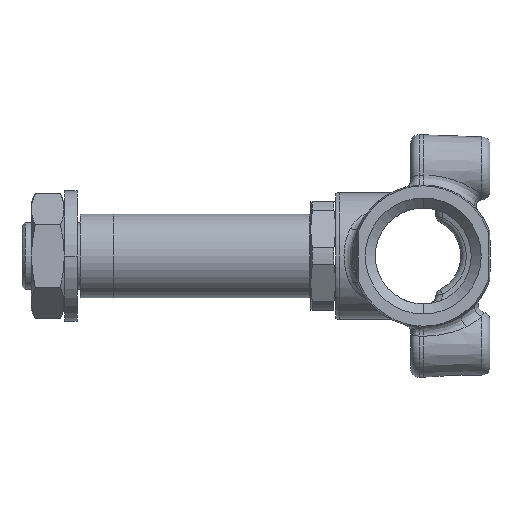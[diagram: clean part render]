
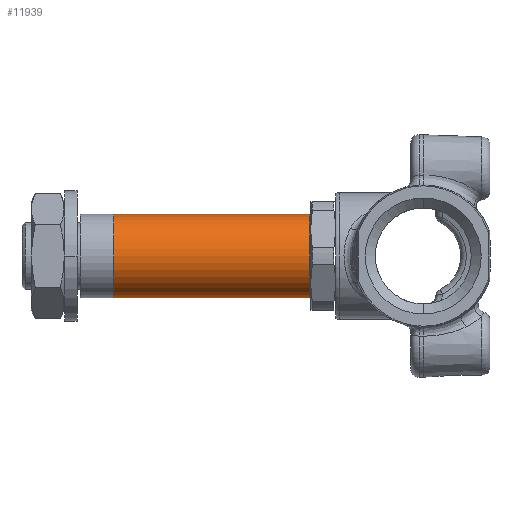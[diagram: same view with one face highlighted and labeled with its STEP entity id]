
A CAD part, left-side view. The second image highlights one B-rep face of the part: STEP entity #11939.
In plain terms, the highlighted cylindrical face has radius 5 mm (diameter 10 mm), a partial arc.
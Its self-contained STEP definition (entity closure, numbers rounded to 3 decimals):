
#260 = DIRECTION ( 'NONE',  ( 0., -1., 0. ) ) ;
#736 = EDGE_LOOP ( 'NONE', ( #17194, #13473, #13975, #5145 ) ) ;
#889 = VECTOR ( 'NONE', #8929, 1000. ) ;
#1055 = LINE ( 'NONE', #17053, #4243 ) ;
#1388 = VERTEX_POINT ( 'NONE', #11606 ) ;
#1940 = FACE_OUTER_BOUND ( 'NONE', #736, .T. ) ;
#2091 = EDGE_CURVE ( 'NONE', #1388, #16426, #1055, .T. ) ;
#3469 = EDGE_CURVE ( 'NONE', #8051, #12724, #15142, .T. ) ;
#3848 = CYLINDRICAL_SURFACE ( 'NONE', #6117, 5. ) ;
#4243 = VECTOR ( 'NONE', #7676, 1000. ) ;
#5008 = EDGE_CURVE ( 'NONE', #1388, #8051, #17020, .T. ) ;
#5145 = ORIENTED_EDGE ( 'NONE', *, *, #14808, .T. ) ;
#5723 = DIRECTION ( 'NONE',  ( 0., 0., -1. ) ) ;
#6117 = AXIS2_PLACEMENT_3D ( 'NONE', #16329, #260, #5723 ) ;
#7440 = DIRECTION ( 'NONE',  ( 0., 1., 0. ) ) ;
#7500 = DIRECTION ( 'NONE',  ( 0., -1., 0. ) ) ;
#7676 = DIRECTION ( 'NONE',  ( 0., -1., 0. ) ) ;
#8051 = VERTEX_POINT ( 'NONE', #17332 ) ;
#8515 = CIRCLE ( 'NONE', #10027, 5. ) ;
#8929 = DIRECTION ( 'NONE',  ( 0., -1., 0. ) ) ;
#9201 = CARTESIAN_POINT ( 'NONE',  ( 0., 0.5, -5. ) ) ;
#9863 = CARTESIAN_POINT ( 'NONE',  ( 0., 0.5, 5. ) ) ;
#10027 = AXIS2_PLACEMENT_3D ( 'NONE', #15417, #7440, #16808 ) ;
#11552 = AXIS2_PLACEMENT_3D ( 'NONE', #15464, #7500, #16869 ) ;
#11606 = CARTESIAN_POINT ( 'NONE',  ( 0., 24., 5. ) ) ;
#11939 = ADVANCED_FACE ( 'NONE', ( #1940 ), #3848, .T. ) ;
#12724 = VERTEX_POINT ( 'NONE', #9201 ) ;
#13473 = ORIENTED_EDGE ( 'NONE', *, *, #5008, .T. ) ;
#13975 = ORIENTED_EDGE ( 'NONE', *, *, #3469, .T. ) ;
#14808 = EDGE_CURVE ( 'NONE', #12724, #16426, #8515, .T. ) ;
#15142 = LINE ( 'NONE', #15594, #889 ) ;
#15417 = CARTESIAN_POINT ( 'NONE',  ( 0., 0.5, 0. ) ) ;
#15464 = CARTESIAN_POINT ( 'NONE',  ( 0., 24., 0. ) ) ;
#15594 = CARTESIAN_POINT ( 'NONE',  ( 0., -20.739, -5. ) ) ;
#16329 = CARTESIAN_POINT ( 'NONE',  ( 0., -20.739, 0. ) ) ;
#16426 = VERTEX_POINT ( 'NONE', #9863 ) ;
#16808 = DIRECTION ( 'NONE',  ( 0., 0., -1. ) ) ;
#16869 = DIRECTION ( 'NONE',  ( 0., 0., 1. ) ) ;
#17020 = CIRCLE ( 'NONE', #11552, 5. ) ;
#17053 = CARTESIAN_POINT ( 'NONE',  ( 0., -20.739, 5. ) ) ;
#17194 = ORIENTED_EDGE ( 'NONE', *, *, #2091, .F. ) ;
#17332 = CARTESIAN_POINT ( 'NONE',  ( 0., 24., -5. ) ) ;
